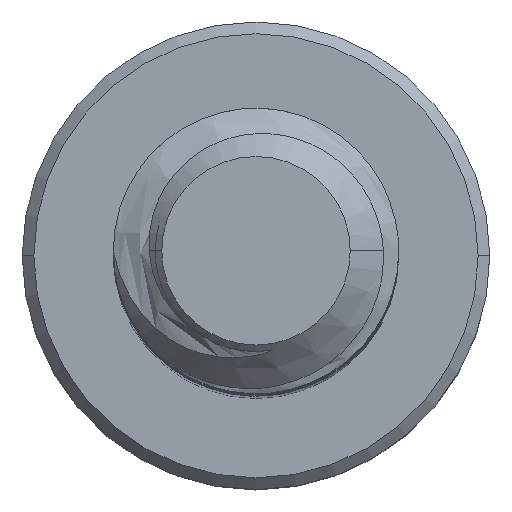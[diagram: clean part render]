
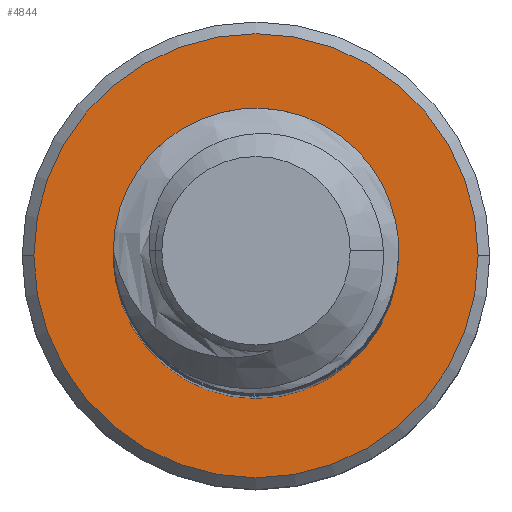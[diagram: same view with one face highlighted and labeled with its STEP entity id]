
A CAD part, top view. The second image highlights one B-rep face of the part: STEP entity #4844.
In plain terms, the highlighted planar face has unit normal (0, 0, 1).
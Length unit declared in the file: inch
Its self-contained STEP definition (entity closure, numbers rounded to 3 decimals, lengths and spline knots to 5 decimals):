
#275 = DIRECTION ( 'NONE',  ( -1., 0., 0. ) ) ;
#277 = DIRECTION ( 'NONE',  ( 0., 0., 1. ) ) ;
#278 = CARTESIAN_POINT ( 'NONE',  ( 0., 0., -1.375 ) ) ;
#521 = CARTESIAN_POINT ( 'NONE',  ( 0.069, 0., -1.375 ) ) ;
#634 = CARTESIAN_POINT ( 'NONE',  ( 0.10735, 0., -1.375 ) ) ;
#666 = CARTESIAN_POINT ( 'NONE',  ( -0.10735, 0., -1.375 ) ) ;
#737 = CARTESIAN_POINT ( 'NONE',  ( -0.069, 0., -1.375 ) ) ;
#848 = EDGE_LOOP ( 'NONE', ( #6814, #6812 ) ) ;
#952 = EDGE_LOOP ( 'NONE', ( #6805, #6800 ) ) ;
#1165 = CIRCLE ( 'NONE', #4257, 0.069 ) ;
#1309 = CIRCLE ( 'NONE', #4262, 0.069 ) ;
#1897 = DIRECTION ( 'NONE',  ( -1., 0., 0. ) ) ;
#1898 = DIRECTION ( 'NONE',  ( 0., 0., 1. ) ) ;
#1899 = CARTESIAN_POINT ( 'NONE',  ( 0., 0., -1.375 ) ) ;
#2379 = DIRECTION ( 'NONE',  ( -1., 0., 0. ) ) ;
#2380 = DIRECTION ( 'NONE',  ( 0., 0., 1. ) ) ;
#2397 = CARTESIAN_POINT ( 'NONE',  ( 0., 0., -1.375 ) ) ;
#2613 = CIRCLE ( 'NONE', #4251, 0.10735 ) ;
#2638 = CIRCLE ( 'NONE', #4252, 0.10735 ) ;
#2679 = FACE_OUTER_BOUND ( 'NONE', #848, .T. ) ;
#2681 = FACE_BOUND ( 'NONE', #952, .T. ) ;
#3005 = DIRECTION ( 'NONE',  ( -1., 0., 0. ) ) ;
#3020 = DIRECTION ( 'NONE',  ( 0., 0., 1. ) ) ;
#3021 = CARTESIAN_POINT ( 'NONE',  ( 0., 0., -1.375 ) ) ;
#3212 = DIRECTION ( 'NONE',  ( -1., 0., 0. ) ) ;
#3213 = DIRECTION ( 'NONE',  ( 0., 0., -1. ) ) ;
#3224 = CARTESIAN_POINT ( 'NONE',  ( 0., 0., -1.375 ) ) ;
#3228 = PLANE ( 'NONE',  #4227 ) ;
#4227 = AXIS2_PLACEMENT_3D ( 'NONE', #3224, #3213, #3212 ) ;
#4251 = AXIS2_PLACEMENT_3D ( 'NONE', #2397, #2380, #2379 ) ;
#4252 = AXIS2_PLACEMENT_3D ( 'NONE', #3021, #3020, #3005 ) ;
#4257 = AXIS2_PLACEMENT_3D ( 'NONE', #1899, #1898, #1897 ) ;
#4262 = AXIS2_PLACEMENT_3D ( 'NONE', #278, #277, #275 ) ;
#4844 = ADVANCED_FACE ( 'NONE', ( #2679, #2681 ), #3228, .F. ) ;
#5248 = EDGE_CURVE ( 'NONE', #6029, #6075, #2638, .T. ) ;
#5265 = EDGE_CURVE ( 'NONE', #6075, #6029, #2613, .T. ) ;
#5340 = EDGE_CURVE ( 'NONE', #5673, #5738, #1165, .T. ) ;
#5673 = VERTEX_POINT ( 'NONE', #521 ) ;
#5738 = VERTEX_POINT ( 'NONE', #737 ) ;
#6029 = VERTEX_POINT ( 'NONE', #666 ) ;
#6075 = VERTEX_POINT ( 'NONE', #634 ) ;
#6800 = ORIENTED_EDGE ( 'NONE', *, *, #6885, .F. ) ;
#6805 = ORIENTED_EDGE ( 'NONE', *, *, #5340, .F. ) ;
#6812 = ORIENTED_EDGE ( 'NONE', *, *, #5265, .T. ) ;
#6814 = ORIENTED_EDGE ( 'NONE', *, *, #5248, .T. ) ;
#6885 = EDGE_CURVE ( 'NONE', #5738, #5673, #1309, .T. ) ;
